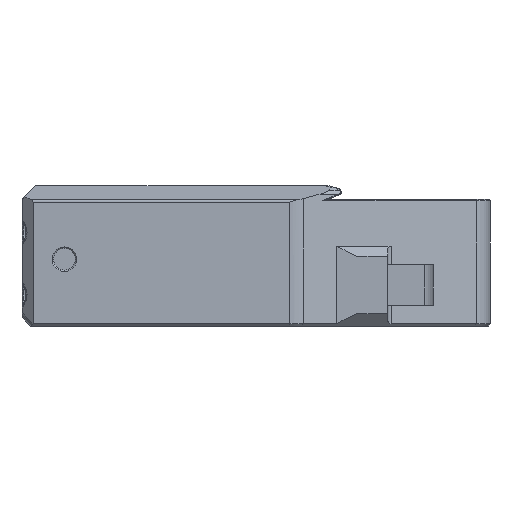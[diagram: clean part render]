
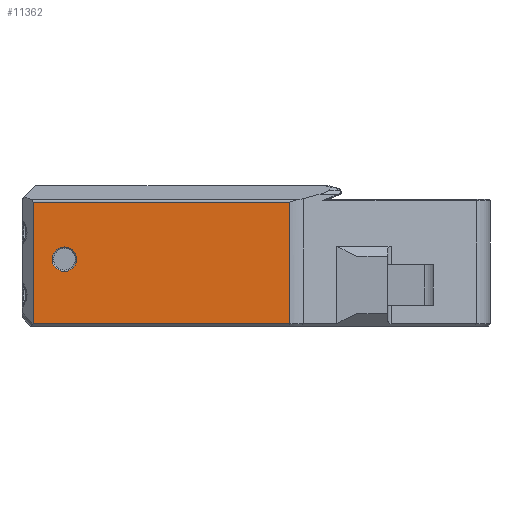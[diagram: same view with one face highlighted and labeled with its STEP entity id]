
A CAD part, left-side view. The second image highlights one B-rep face of the part: STEP entity #11362.
In plain terms, the highlighted planar face has unit normal (-1, 0, 0).
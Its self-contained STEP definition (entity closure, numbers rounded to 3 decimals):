
#350=FACE_BOUND('',#1654,.T.);
#383=ELLIPSE('',#12239,1.83,1.);
#455=PLANE('',#12238);
#984=FACE_OUTER_BOUND('',#1653,.T.);
#1653=EDGE_LOOP('',(#8096,#8097,#8098,#8099,#8100));
#1654=EDGE_LOOP('',(#8101));
#2476=CIRCLE('',#12240,1.8);
#2923=LINE('',#17384,#3957);
#2930=LINE('',#17402,#3964);
#2931=LINE('',#17403,#3965);
#2932=LINE('',#17406,#3966);
#3957=VECTOR('',#13720,10.);
#3964=VECTOR('',#13733,10.);
#3965=VECTOR('',#13734,10.);
#3966=VECTOR('',#13737,10.);
#5155=VERTEX_POINT('',#17382);
#5156=VERTEX_POINT('',#17383);
#5163=VERTEX_POINT('',#17400);
#5164=VERTEX_POINT('',#17401);
#5165=VERTEX_POINT('',#17404);
#5166=VERTEX_POINT('',#17407);
#6278=EDGE_CURVE('',#5155,#5156,#2923,.T.);
#6287=EDGE_CURVE('',#5163,#5164,#2930,.T.);
#6288=EDGE_CURVE('',#5164,#5155,#2931,.T.);
#6289=EDGE_CURVE('',#5165,#5156,#383,.T.);
#6290=EDGE_CURVE('',#5163,#5165,#2932,.T.);
#6291=EDGE_CURVE('',#5166,#5166,#2476,.T.);
#8096=ORIENTED_EDGE('',*,*,#6287,.T.);
#8097=ORIENTED_EDGE('',*,*,#6288,.T.);
#8098=ORIENTED_EDGE('',*,*,#6278,.T.);
#8099=ORIENTED_EDGE('',*,*,#6289,.F.);
#8100=ORIENTED_EDGE('',*,*,#6290,.F.);
#8101=ORIENTED_EDGE('',*,*,#6291,.F.);
#11362=ADVANCED_FACE('',(#984,#350),#455,.F.);
#12238=AXIS2_PLACEMENT_3D('',#17399,#13731,#13732);
#12239=AXIS2_PLACEMENT_3D('',#17405,#13735,#13736);
#12240=AXIS2_PLACEMENT_3D('',#17408,#13738,#13739);
#13720=DIRECTION('',(0.,0.,-1.));
#13731=DIRECTION('center_axis',(1.,0.,0.));
#13732=DIRECTION('ref_axis',(0.,-1.,0.));
#13733=DIRECTION('',(0.,0.,1.));
#13734=DIRECTION('',(0.,1.,0.));
#13735=DIRECTION('center_axis',(1.,0.,0.));
#13736=DIRECTION('ref_axis',(0.,0.707,0.707));
#13737=DIRECTION('',(0.,1.,0.));
#13738=DIRECTION('center_axis',(-1.,0.,0.));
#13739=DIRECTION('ref_axis',(0.,0.,
-1.));
#17382=CARTESIAN_POINT('',(-78.704,36.081,12.009));
#17383=CARTESIAN_POINT('',(-78.704,36.081,-5.773));
#17384=CARTESIAN_POINT('',(-78.704,36.081,3.109));
#17399=CARTESIAN_POINT('Origin',(-78.704,51.441,12.409));
#17400=CARTESIAN_POINT('',(-78.704,-1.515,-5.791));
#17401=CARTESIAN_POINT('',(-78.704,-1.515,12.009));
#17402=CARTESIAN_POINT('',(-78.704,-1.515,12.409));
#17403=CARTESIAN_POINT('',(-78.704,37.7,12.009));
#17404=CARTESIAN_POINT('',(-78.704,36.081,-5.791));
#17405=CARTESIAN_POINT('Origin',(-78.704,34.607,-6.569));
#17406=CARTESIAN_POINT('',(-78.704,27.19,-5.791));
#17407=CARTESIAN_POINT('',(-78.704,31.482,5.438));
#17408=CARTESIAN_POINT('Origin',(-78.704,31.482,3.638));
